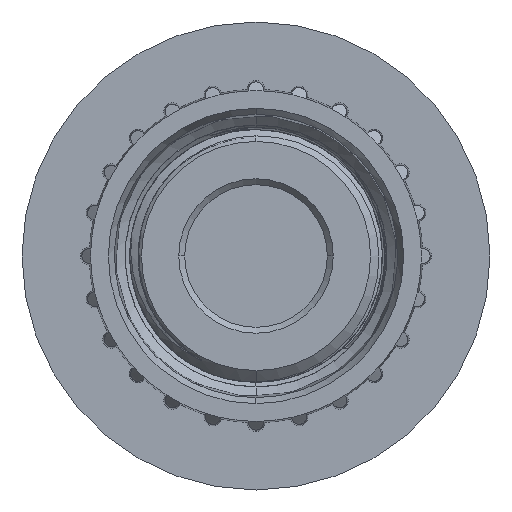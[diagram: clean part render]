
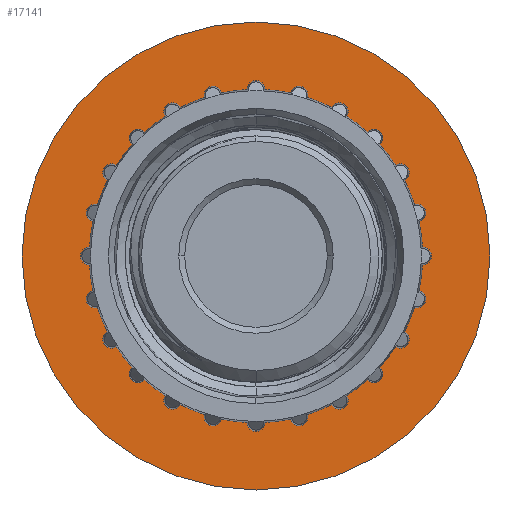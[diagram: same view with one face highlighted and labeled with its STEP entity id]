
A CAD part, left-side view. The second image highlights one B-rep face of the part: STEP entity #17141.
In plain terms, the highlighted planar face has unit normal (-1, 0, 0).
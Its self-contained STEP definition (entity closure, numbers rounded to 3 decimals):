
#8500=CARTESIAN_POINT('',(-1.,0.,0.));
#8501=DIRECTION('',(-1.,0.,0.));
#8502=DIRECTION('',(0.,0.,1.));
#8503=AXIS2_PLACEMENT_3D('',#8500,#8501,#8502);
#8508=CARTESIAN_POINT('',(-1.,0.,0.));
#8509=DIRECTION('',(-1.,0.,0.));
#8510=DIRECTION('',(0.,0.,-1.));
#8511=AXIS2_PLACEMENT_3D('',#8508,#8509,#8510);
#8516=CARTESIAN_POINT('',(-1.,0.,0.));
#8517=DIRECTION('',(1.,0.,0.));
#8518=DIRECTION('',(0.,0.982,0.187));
#8519=AXIS2_PLACEMENT_3D('',#8516,#8517,#8518);
#8524=DIRECTION('',(0.,1.,0.));
#8525=VECTOR('',#8524,2.7);
#8526=CARTESIAN_POINT('',(-1.,11.175,-2.125));
#8527=LINE('',#8526,#8525);
#8531=CARTESIAN_POINT('',(-1.,0.,0.));
#8532=DIRECTION('',(1.,0.,0.));
#8533=DIRECTION('',(0.,-0.982,-0.187));
#8534=AXIS2_PLACEMENT_3D('',#8531,#8532,#8533);
#8539=DIRECTION('',(0.,1.,0.));
#8540=VECTOR('',#8539,2.7);
#8541=CARTESIAN_POINT('',(-1.,-13.875,-2.125));
#8542=LINE('',#8541,#8540);
#8546=DIRECTION('',(0.,0.,-1.));
#8547=VECTOR('',#8546,4.25);
#8548=CARTESIAN_POINT('',(-1.,-13.875,2.125));
#8549=LINE('',#8548,#8547);
#9041=DIRECTION('',(0.,1.,0.));
#9042=VECTOR('',#9041,2.7);
#9043=CARTESIAN_POINT('',(-1.,11.175,2.125));
#9044=LINE('',#9043,#9042);
#9100=DIRECTION('',(0.,0.,-1.));
#9101=VECTOR('',#9100,4.25);
#9102=CARTESIAN_POINT('',(-1.,13.875,2.125));
#9103=LINE('',#9102,#9101);
#9165=DIRECTION('',(0.,1.,0.));
#9166=VECTOR('',#9165,2.7);
#9167=CARTESIAN_POINT('',(-1.,-13.875,2.125));
#9168=LINE('',#9167,#9166);
#9277=CARTESIAN_POINT('',(-1.,11.175,-2.125));
#9278=CARTESIAN_POINT('',(-1.,13.875,-2.125));
#9279=VERTEX_POINT('',#9277);
#9280=VERTEX_POINT('',#9278);
#9286=CARTESIAN_POINT('',(-1.,-11.175,-2.125));
#9287=VERTEX_POINT('',#9286);
#9290=CARTESIAN_POINT('',(-1.,-13.875,-2.125));
#9291=VERTEX_POINT('',#9290);
#9296=CARTESIAN_POINT('',(-1.,-13.875,2.125));
#9297=VERTEX_POINT('',#9296);
#9300=CARTESIAN_POINT('',(-1.,11.175,2.125));
#9301=CARTESIAN_POINT('',(-1.,-11.175,2.125));
#9302=VERTEX_POINT('',#9300);
#9303=VERTEX_POINT('',#9301);
#9304=CARTESIAN_POINT('',(-1.,13.875,2.125));
#9305=VERTEX_POINT('',#9304);
#9739=CARTESIAN_POINT('',(-1.,0.,-20.01));
#9741=VERTEX_POINT('',#9739);
#9745=CARTESIAN_POINT('',(-1.,0.,20.01));
#9746=VERTEX_POINT('',#9745);
#17113=CARTESIAN_POINT('',(-1.,0.,0.));
#17114=DIRECTION('',(1.,0.,0.));
#17115=DIRECTION('',(0.,0.,1.));
#17116=AXIS2_PLACEMENT_3D('',#17113,#17114,#17115);
#17117=PLANE('',#17116);
#17119=ORIENTED_EDGE('',*,*,#17118,.F.);
#17121=ORIENTED_EDGE('',*,*,#17120,.F.);
#17122=EDGE_LOOP('',(#17119,#17121));
#17123=FACE_OUTER_BOUND('',#17122,.F.);
#17124=ORIENTED_EDGE('',*,*,#17102,.F.);
#17126=ORIENTED_EDGE('',*,*,#17125,.T.);
#17128=ORIENTED_EDGE('',*,*,#17127,.T.);
#17130=ORIENTED_EDGE('',*,*,#17129,.F.);
#17132=ORIENTED_EDGE('',*,*,#17131,.F.);
#17134=ORIENTED_EDGE('',*,*,#17133,.F.);
#17136=ORIENTED_EDGE('',*,*,#17135,.F.);
#17138=ORIENTED_EDGE('',*,*,#17137,.T.);
#17139=EDGE_LOOP('',(#17124,#17126,#17128,#17130,#17132,#17134,#17136,#17138));
#17140=FACE_BOUND('',#17139,.F.);
#17141=ADVANCED_FACE('',(#17123,#17140),#17117,.F.);
#8504=CIRCLE('',#8503,20.01);
#8512=CIRCLE('',#8511,20.01);
#8520=CIRCLE('',#8519,11.375);
#8535=CIRCLE('',#8534,11.375);
#17102=EDGE_CURVE('',#9302,#9303,#8520,.T.);
#17118=EDGE_CURVE('',#9746,#9741,#8504,.T.);
#17120=EDGE_CURVE('',#9741,#9746,#8512,.T.);
#17125=EDGE_CURVE('',#9302,#9305,#9044,.T.);
#17127=EDGE_CURVE('',#9305,#9280,#9103,.T.);
#17129=EDGE_CURVE('',#9279,#9280,#8527,.T.);
#17131=EDGE_CURVE('',#9287,#9279,#8535,.T.);
#17133=EDGE_CURVE('',#9291,#9287,#8542,.T.);
#17135=EDGE_CURVE('',#9297,#9291,#8549,.T.);
#17137=EDGE_CURVE('',#9297,#9303,#9168,.T.);
